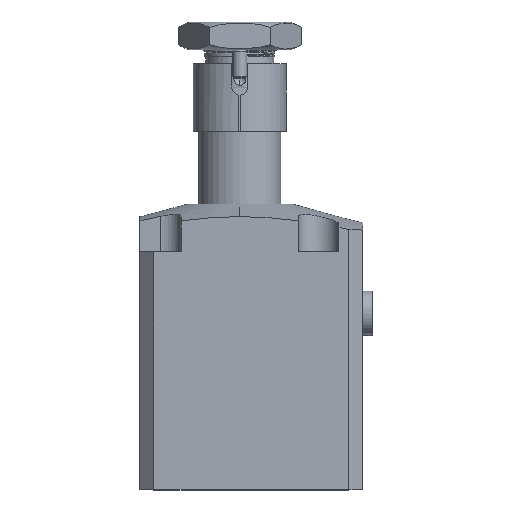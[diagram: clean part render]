
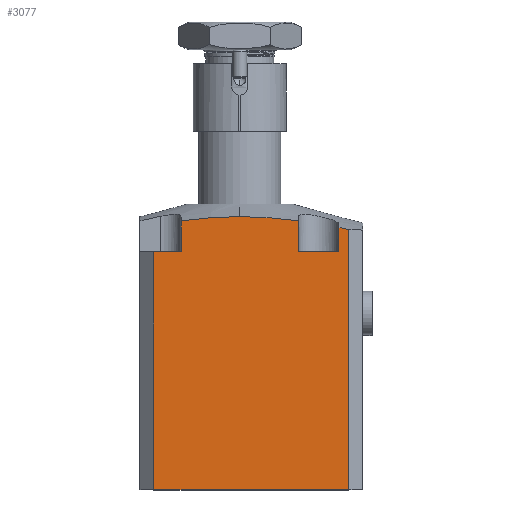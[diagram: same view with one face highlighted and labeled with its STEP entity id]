
A CAD part, top view. The second image highlights one B-rep face of the part: STEP entity #3077.
In plain terms, the highlighted planar face has unit normal (0, 0, 1).
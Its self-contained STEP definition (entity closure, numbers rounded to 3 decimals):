
#69 = DIRECTION ( 'NONE',  ( 0., 1., 0. ) ) ;
#246 = EDGE_CURVE ( 'NONE', #3723, #3248, #5896, .T. ) ;
#403 = ORIENTED_EDGE ( 'NONE', *, *, #3633, .T. ) ;
#530 = CARTESIAN_POINT ( 'NONE',  ( 21.04, -35.989, 43. ) ) ;
#535 = VERTEX_POINT ( 'NONE', #6173 ) ;
#584 = CARTESIAN_POINT ( 'NONE',  ( -25.25, -152.335, 43. ) ) ;
#735 = VERTEX_POINT ( 'NONE', #1399 ) ;
#841 = CARTESIAN_POINT ( 'NONE',  ( 25.25, -36.534, 43. ) ) ;
#1060 = CARTESIAN_POINT ( 'NONE',  ( 25.25, -36.534, 43. ) ) ;
#1107 = CARTESIAN_POINT ( 'NONE',  ( 42.75, -39.42, 43. ) ) ;
#1196 = LINE ( 'NONE', #3431, #2285 ) ;
#1273 = LINE ( 'NONE', #1665, #6820 ) ;
#1362 = LINE ( 'NONE', #4457, #6157 ) ;
#1399 = CARTESIAN_POINT ( 'NONE',  ( 42.75, -49.835, 43. ) ) ;
#1488 = EDGE_CURVE ( 'NONE', #3505, #4630, #1669, .T. ) ;
#1597 = VECTOR ( 'NONE', #3872, 1000. ) ;
#1601 = CARTESIAN_POINT ( 'NONE',  ( 16.824, -35.534, 43. ) ) ;
#1651 = DIRECTION ( 'NONE',  ( 0., 1., 0. ) ) ;
#1665 = CARTESIAN_POINT ( 'NONE',  ( 42.75, -152.335, 43. ) ) ;
#1669 = LINE ( 'NONE', #584, #1843 ) ;
#1761 = CARTESIAN_POINT ( 'NONE',  ( -8.435, -34.864, 43. ) ) ;
#1843 = VECTOR ( 'NONE', #1651, 1000. ) ;
#1853 = DIRECTION ( 'NONE',  ( 1., 0., 0. ) ) ;
#1979 = DIRECTION ( 'NONE',  ( 1., 0., 0. ) ) ;
#2116 = EDGE_CURVE ( 'NONE', #735, #535, #6279, .T. ) ;
#2129 = VERTEX_POINT ( 'NONE', #3529 ) ;
#2192 = VERTEX_POINT ( 'NONE', #2546 ) ;
#2228 = CARTESIAN_POINT ( 'NONE',  ( -25.25, -36.534, 43. ) ) ;
#2285 = VECTOR ( 'NONE', #5060, 1000. ) ;
#2437 = CARTESIAN_POINT ( 'NONE',  ( 42.75, -39.42, 43. ) ) ;
#2484 = VERTEX_POINT ( 'NONE', #5707 ) ;
#2505 = ORIENTED_EDGE ( 'NONE', *, *, #246, .T. ) ;
#2510 = VERTEX_POINT ( 'NONE', #2437 ) ;
#2546 = CARTESIAN_POINT ( 'NONE',  ( -37., -152.335, 43. ) ) ;
#2774 = CARTESIAN_POINT ( 'NONE',  ( -16.851, -35.5, 43. ) ) ;
#2781 = ORIENTED_EDGE ( 'NONE', *, *, #2116, .T. ) ;
#2803 = ORIENTED_EDGE ( 'NONE', *, *, #6261, .T. ) ;
#2966 = EDGE_CURVE ( 'NONE', #3723, #535, #3423, .T. ) ;
#3009 = AXIS2_PLACEMENT_3D ( 'NONE', #4659, #5176, #1979 ) ;
#3034 = CARTESIAN_POINT ( 'NONE',  ( 45.585, -39.962, 43. ) ) ;
#3077 = ADVANCED_FACE ( 'NONE', ( #4684 ), #4082, .T. ) ;
#3223 = CARTESIAN_POINT ( 'NONE',  ( -43., -49.835, 43. ) ) ;
#3225 = CARTESIAN_POINT ( 'NONE',  ( 0., -34.694, 43. ) ) ;
#3248 = VERTEX_POINT ( 'NONE', #3728 ) ;
#3302 = CARTESIAN_POINT ( 'NONE',  ( 23.15, -36.249, 43. ) ) ;
#3380 = VERTEX_POINT ( 'NONE', #4985 ) ;
#3423 = LINE ( 'NONE', #6193, #5934 ) ;
#3431 = CARTESIAN_POINT ( 'NONE',  ( 47., -152.335, 43. ) ) ;
#3505 = VERTEX_POINT ( 'NONE', #6574 ) ;
#3509 = CARTESIAN_POINT ( 'NONE',  ( 47., -40.242, 43. ) ) ;
#3529 = CARTESIAN_POINT ( 'NONE',  ( 47., -152.335, 43. ) ) ;
#3566 = CARTESIAN_POINT ( 'NONE',  ( 44.168, -39.688, 43. ) ) ;
#3633 = EDGE_CURVE ( 'NONE', #3505, #3380, #5930, .T. ) ;
#3654 = B_SPLINE_CURVE_WITH_KNOTS ( 'NONE', 3,
 ( #3509, #3034, #3566, #1107 ),
 .UNSPECIFIED., .F., .F.,
 ( 4, 4 ),
 ( 0.159, 0.163 ),
 .UNSPECIFIED. ) ;
#3714 = ORIENTED_EDGE ( 'NONE', *, *, #4430, .T. ) ;
#3723 = VERTEX_POINT ( 'NONE', #841 ) ;
#3728 = CARTESIAN_POINT ( 'NONE',  ( 0., -34.694, 43. ) ) ;
#3872 = DIRECTION ( 'NONE',  ( 0., -1., 0. ) ) ;
#3989 = VECTOR ( 'NONE', #4661, 1000. ) ;
#4082 = PLANE ( 'NONE',  #3009 ) ;
#4138 = B_SPLINE_CURVE_WITH_KNOTS ( 'NONE', 3,
 ( #6861, #5390, #1761, #2774, #5505, #2228 ),
 .UNSPECIFIED., .F., .F.,
 ( 4, 2, 4 ),
 ( 0.206, 0.219, 0.231 ),
 .UNSPECIFIED. ) ;
#4177 = EDGE_CURVE ( 'NONE', #2129, #2484, #1196, .T. ) ;
#4347 = CARTESIAN_POINT ( 'NONE',  ( 4.197, -34.694, 43. ) ) ;
#4400 = EDGE_CURVE ( 'NONE', #735, #2510, #1273, .T. ) ;
#4430 = EDGE_CURVE ( 'NONE', #2484, #2510, #3654, .T. ) ;
#4457 = CARTESIAN_POINT ( 'NONE',  ( -43., -152.335, 43. ) ) ;
#4630 = VERTEX_POINT ( 'NONE', #6546 ) ;
#4659 = CARTESIAN_POINT ( 'NONE',  ( -43., -152.335, 43. ) ) ;
#4661 = DIRECTION ( 'NONE',  ( -1., 0., 0. ) ) ;
#4684 = FACE_OUTER_BOUND ( 'NONE', #5926, .T. ) ;
#4726 = ORIENTED_EDGE ( 'NONE', *, *, #1488, .F. ) ;
#4750 = ORIENTED_EDGE ( 'NONE', *, *, #6318, .T. ) ;
#4847 = DIRECTION ( 'NONE',  ( -1., 0., 0. ) ) ;
#4867 = ORIENTED_EDGE ( 'NONE', *, *, #5433, .T. ) ;
#4879 = ORIENTED_EDGE ( 'NONE', *, *, #4177, .T. ) ;
#4985 = CARTESIAN_POINT ( 'NONE',  ( -37., -49.835, 43. ) ) ;
#5060 = DIRECTION ( 'NONE',  ( 0., 1., 0. ) ) ;
#5112 = DIRECTION ( 'NONE',  ( 0., -1., 0. ) ) ;
#5133 = CARTESIAN_POINT ( 'NONE',  ( -43., -49.835, 43. ) ) ;
#5176 = DIRECTION ( 'NONE',  ( 0., 0., 1. ) ) ;
#5259 = VECTOR ( 'NONE', #4847, 1000. ) ;
#5390 = CARTESIAN_POINT ( 'NONE',  ( -4.221, -34.694, 43. ) ) ;
#5433 = EDGE_CURVE ( 'NONE', #2192, #2129, #1362, .T. ) ;
#5484 = CARTESIAN_POINT ( 'NONE',  ( -37., -152.335, 43. ) ) ;
#5505 = CARTESIAN_POINT ( 'NONE',  ( -21.053, -35.965, 43. ) ) ;
#5707 = CARTESIAN_POINT ( 'NONE',  ( 47., -40.242, 43. ) ) ;
#5895 = LINE ( 'NONE', #5484, #1597 ) ;
#5896 = B_SPLINE_CURVE_WITH_KNOTS ( 'NONE', 3,
 ( #1060, #3302, #530, #1601, #5959, #6499, #4347, #3225 ),
 .UNSPECIFIED., .F., .F.,
 ( 4, 2, 2, 4 ),
 ( 0.181, 0.187, 0.193, 0.206 ),
 .UNSPECIFIED. ) ;
#5926 = EDGE_LOOP ( 'NONE', ( #4867, #4879, #3714, #6737, #2781, #6432, #2505, #2803, #4726, #403, #4750 ) ) ;
#5930 = LINE ( 'NONE', #3223, #5259 ) ;
#5934 = VECTOR ( 'NONE', #5112, 1000. ) ;
#5959 = CARTESIAN_POINT ( 'NONE',  ( 14.717, -35.339, 43. ) ) ;
#6157 = VECTOR ( 'NONE', #1853, 1000. ) ;
#6173 = CARTESIAN_POINT ( 'NONE',  ( 25.25, -49.835, 43. ) ) ;
#6193 = CARTESIAN_POINT ( 'NONE',  ( 25.25, -152.335, 43. ) ) ;
#6261 = EDGE_CURVE ( 'NONE', #3248, #4630, #4138, .T. ) ;
#6279 = LINE ( 'NONE', #5133, #3989 ) ;
#6318 = EDGE_CURVE ( 'NONE', #3380, #2192, #5895, .T. ) ;
#6432 = ORIENTED_EDGE ( 'NONE', *, *, #2966, .F. ) ;
#6499 = CARTESIAN_POINT ( 'NONE',  ( 8.402, -34.862, 43. ) ) ;
#6546 = CARTESIAN_POINT ( 'NONE',  ( -25.25, -36.534, 43. ) ) ;
#6574 = CARTESIAN_POINT ( 'NONE',  ( -25.25, -49.835, 43. ) ) ;
#6737 = ORIENTED_EDGE ( 'NONE', *, *, #4400, .F. ) ;
#6820 = VECTOR ( 'NONE', #69, 1000. ) ;
#6861 = CARTESIAN_POINT ( 'NONE',  ( 0., -34.694, 43. ) ) ;
